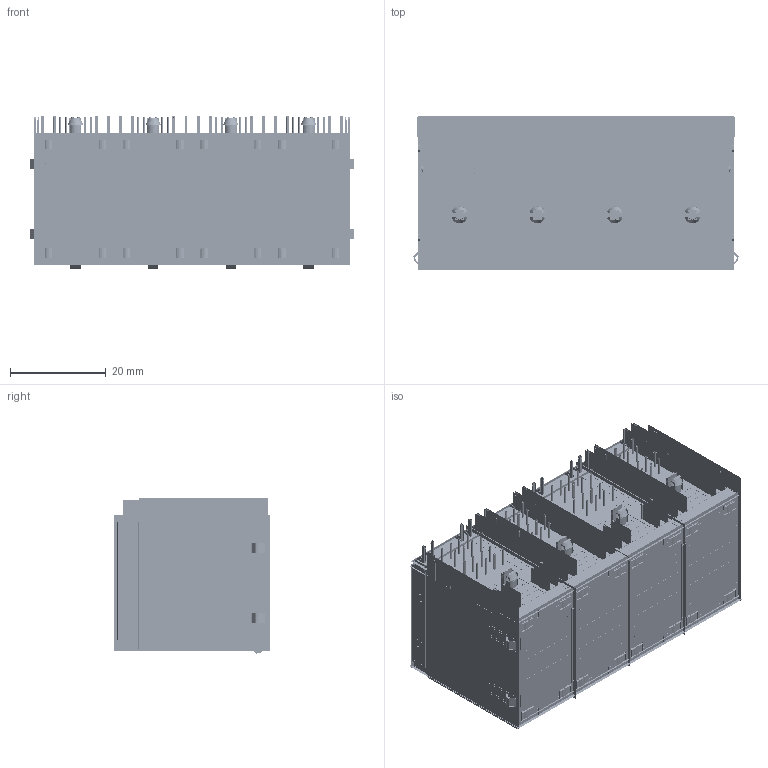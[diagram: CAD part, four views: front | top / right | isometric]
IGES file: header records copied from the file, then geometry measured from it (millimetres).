
Start section:  PTC IGES file: 5921-22--022_asm_1_asm_1_asm_1__asm.igs
Global section: file name: 5921-22--022_asm_1_asm_1_asm_1__asm.igs; native system: Creo Parametric by PTC Inc.; preprocessor: 2018400; author: Administrator; organization: Unknown; date: 20210329.164603; units: millimetre
Bounding box: 68.3 x 32.48 x 32.56 mm (x, y, z)
Surface area: 961787.9 mm2
Topology: 145 solids, 145 shells, 11652 faces, 76410 edges, 107973 vertices
Faces by surface type: bspline 8164, revolution 3488
